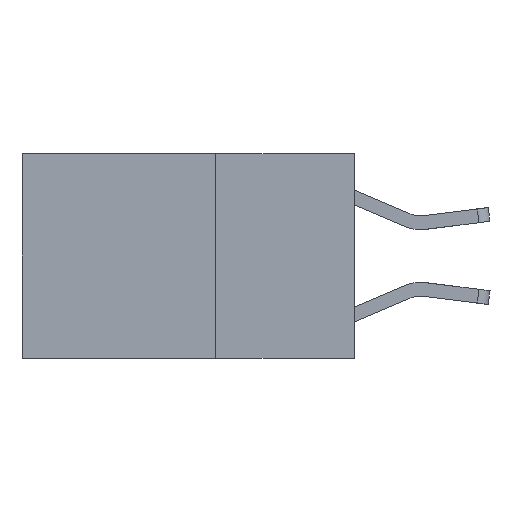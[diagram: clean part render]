
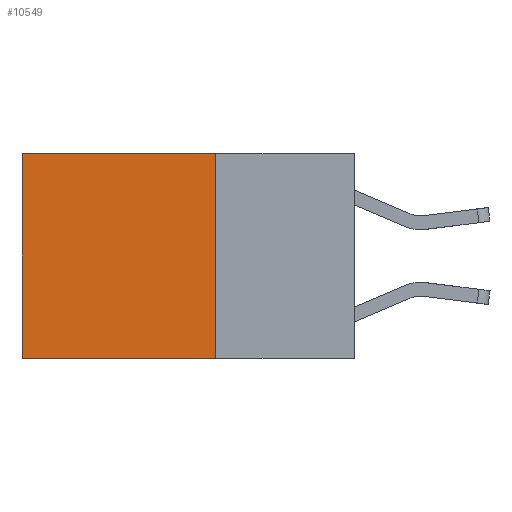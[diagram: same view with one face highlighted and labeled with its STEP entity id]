
A CAD part, left-side view. The second image highlights one B-rep face of the part: STEP entity #10549.
In plain terms, the highlighted planar face has unit normal (-1, 0, 0).
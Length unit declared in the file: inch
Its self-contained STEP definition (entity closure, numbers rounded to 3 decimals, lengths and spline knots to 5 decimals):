
#108 = EDGE_CURVE ( 'NONE', #7852, #5663, #7064, .T. ) ;
#651 = CARTESIAN_POINT ( 'NONE',  ( 0.2625, 0.6, 0. ) ) ;
#746 = EDGE_CURVE ( 'NONE', #2140, #4625, #1231, .T. ) ;
#958 = ORIENTED_EDGE ( 'NONE', *, *, #8497, .F. ) ;
#1224 = DIRECTION ( 'NONE',  ( 0., 1., 0. ) ) ;
#1231 = LINE ( 'NONE', #3335, #10728 ) ;
#1239 = CARTESIAN_POINT ( 'NONE',  ( 0.2625, 0.25, 0. ) ) ;
#1632 = DIRECTION ( 'NONE',  ( 0., 0., -1. ) ) ;
#2140 = VERTEX_POINT ( 'NONE', #9284 ) ;
#2292 = ORIENTED_EDGE ( 'NONE', *, *, #6684, .T. ) ;
#2521 = EDGE_LOOP ( 'NONE', ( #3409, #958, #7007, #2292 ) ) ;
#2991 = FACE_OUTER_BOUND ( 'NONE', #2521, .T. ) ;
#3030 = CARTESIAN_POINT ( 'NONE',  ( 0.2625, 0.25, -0.37 ) ) ;
#3283 = VECTOR ( 'NONE', #1632, 39.37008 ) ;
#3335 = CARTESIAN_POINT ( 'NONE',  ( 0.2625, 0.25, 0. ) ) ;
#3409 = ORIENTED_EDGE ( 'NONE', *, *, #108, .T. ) ;
#3624 = CARTESIAN_POINT ( 'NONE',  ( 0.2625, 0.25, -0.37 ) ) ;
#4373 = DIRECTION ( 'NONE',  ( 0., 1., 0. ) ) ;
#4625 = VERTEX_POINT ( 'NONE', #3624 ) ;
#4865 = DIRECTION ( 'NONE',  ( 1., 0., 0. ) ) ;
#5663 = VERTEX_POINT ( 'NONE', #7702 ) ;
#6063 = AXIS2_PLACEMENT_3D ( 'NONE', #1239, #4865, #8581 ) ;
#6683 = PLANE ( 'NONE',  #6063 ) ;
#6684 = EDGE_CURVE ( 'NONE', #2140, #7852, #11631, .T. ) ;
#7007 = ORIENTED_EDGE ( 'NONE', *, *, #746, .F. ) ;
#7064 = LINE ( 'NONE', #10769, #3283 ) ;
#7702 = CARTESIAN_POINT ( 'NONE',  ( 0.2625, 0.6, -0.37 ) ) ;
#7852 = VERTEX_POINT ( 'NONE', #651 ) ;
#8497 = EDGE_CURVE ( 'NONE', #4625, #5663, #11620, .T. ) ;
#8581 = DIRECTION ( 'NONE',  ( 0., 0., -1. ) ) ;
#8826 = DIRECTION ( 'NONE',  ( 0., 0., -1. ) ) ;
#9284 = CARTESIAN_POINT ( 'NONE',  ( 0.2625, 0.25, 0. ) ) ;
#10486 = VECTOR ( 'NONE', #4373, 39.37008 ) ;
#10549 = ADVANCED_FACE ( 'NONE', ( #2991 ), #6683, .F. ) ;
#10726 = VECTOR ( 'NONE', #1224, 39.37008 ) ;
#10728 = VECTOR ( 'NONE', #8826, 39.37008 ) ;
#10769 = CARTESIAN_POINT ( 'NONE',  ( 0.2625, 0.6, 0. ) ) ;
#11620 = LINE ( 'NONE', #3030, #10726 ) ;
#11631 = LINE ( 'NONE', #12074, #10486 ) ;
#12074 = CARTESIAN_POINT ( 'NONE',  ( 0.2625, 0.25, 0. ) ) ;
